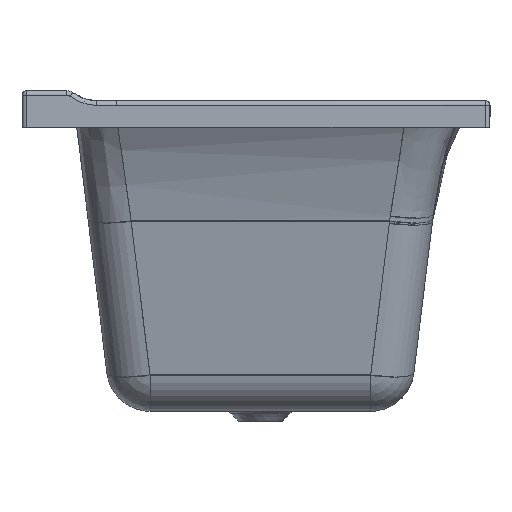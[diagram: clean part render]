
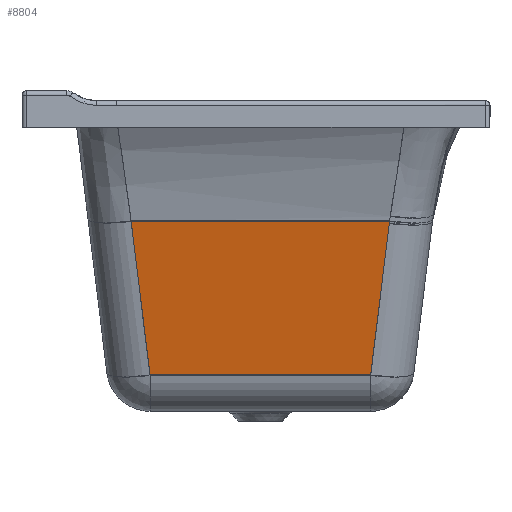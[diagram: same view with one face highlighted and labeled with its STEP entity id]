
A CAD part, front view. The second image highlights one B-rep face of the part: STEP entity #8804.
In plain terms, the highlighted face is planar.
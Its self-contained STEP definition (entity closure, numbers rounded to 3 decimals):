
#7307=CARTESIAN_POINT('',(-648.595,-171.637,68.713));
#7308=VERTEX_POINT('',#7307);
#7542=CARTESIAN_POINT('',(-688.676,-199.547,296.025));
#7543=VERTEX_POINT('',#7542);
#7551=CARTESIAN_POINT('',(-648.595,-171.637,68.713));
#7552=DIRECTION('',(-0.172,-0.12,0.978));
#7553=VECTOR('',#7552,232.5);
#7554=LINE('',#7551,#7553);
#7555=EDGE_CURVE('',#7543,#7308,#7554,.F.);
#7955=CARTESIAN_POINT('',(-648.595,158.436,68.713));
#7956=VERTEX_POINT('',#7955);
#7957=CARTESIAN_POINT('',(-648.595,-171.637,68.713));
#7958=DIRECTION('',(0.0,1.0,0.0));
#7959=VECTOR('',#7958,330.072);
#7960=LINE('',#7957,#7959);
#7961=EDGE_CURVE('',#7308,#7956,#7960,.T.);
#8748=CARTESIAN_POINT('',(-689.224,-199.933,299.132));
#8749=VERTEX_POINT('',#8748);
#8769=CARTESIAN_POINT('',(-661.134,-1511.32,139.824));
#8770=DIRECTION('',(-0.985,0.,-0.174));
#8771=DIRECTION('',(-0.021,0.993,0.118));
#8772=AXIS2_PLACEMENT_3D('',#8769,#8770,#8771);
#8773=CIRCLE('',#8772,1321.327);
#8774=EDGE_CURVE('',#8749,#7543,#8773,.T.);
#8780=CARTESIAN_POINT('',(-639.852,0.0,19.132));
#8781=DIRECTION('',(-0.985,0.0,-0.174));
#8782=DIRECTION('',(-0.174,0.0,0.985));
#8783=AXIS2_PLACEMENT_3D('',#8780,#8781,#8782);
#8784=PLANE('',#8783);
#8785=ORIENTED_EDGE('',*,*,#7961,.F.);
#8786=ORIENTED_EDGE('',*,*,#7555,.F.);
#8787=ORIENTED_EDGE('',*,*,#8774,.F.);
#8788=CARTESIAN_POINT('',(-689.224,186.727,299.132));
#8789=VERTEX_POINT('',#8788);
#8790=CARTESIAN_POINT('',(-689.224,-199.933,299.132));
#8791=DIRECTION('',(0.0,1.0,0.0));
#8792=VECTOR('',#8791,386.66);
#8793=LINE('',#8790,#8792);
#8794=EDGE_CURVE('',#8749,#8789,#8793,.T.);
#8795=ORIENTED_EDGE('',*,*,#8794,.T.);
#8796=CARTESIAN_POINT('',(-689.224,186.727,299.132));
#8797=DIRECTION('',(0.172,-0.12,-0.978));
#8798=VECTOR('',#8797,235.678);
#8799=LINE('',#8796,#8798);
#8800=EDGE_CURVE('',#8789,#7956,#8799,.T.);
#8801=ORIENTED_EDGE('',*,*,#8800,.T.);
#8802=EDGE_LOOP('',(#8785,#8786,#8787,#8795,#8801));
#8803=FACE_OUTER_BOUND('',#8802,.T.);
#8804=ADVANCED_FACE('',(#8803),#8784,.T.);
